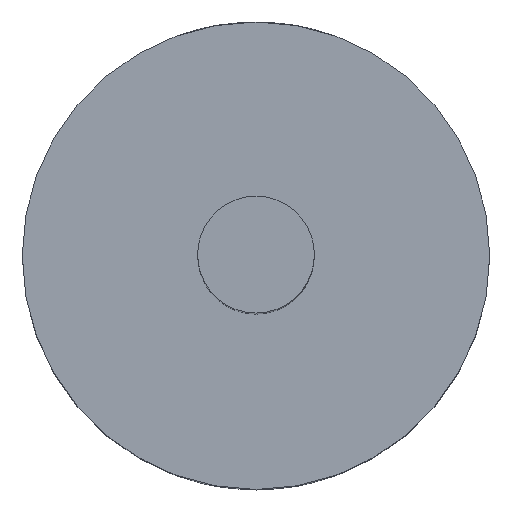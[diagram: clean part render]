
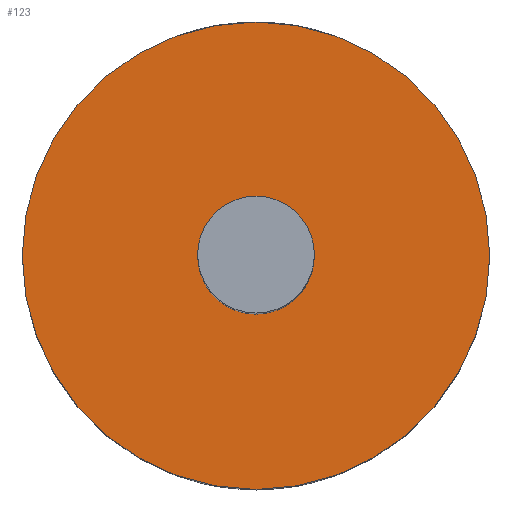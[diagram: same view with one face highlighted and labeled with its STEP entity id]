
A CAD part, top view. The second image highlights one B-rep face of the part: STEP entity #123.
In plain terms, the highlighted planar face has unit normal (0, 0, 1).
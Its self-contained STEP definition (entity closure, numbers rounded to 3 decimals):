
#21=PLANE('',#150);
#35=ORIENTED_EDGE('',*,*,#53,.F.);
#36=ORIENTED_EDGE('',*,*,#48,.F.);
#48=EDGE_CURVE('',#58,#58,#68,.F.);
#53=EDGE_CURVE('',#63,#63,#71,.T.);
#58=VERTEX_POINT('',#204);
#63=VERTEX_POINT('',#237);
#68=CIRCLE('',#145,6.35);
#71=CIRCLE('',#151,1.588);
#83=EDGE_LOOP('',(#35));
#84=EDGE_LOOP('',(#36));
#103=FACE_BOUND('',#83,.T.);
#104=FACE_BOUND('',#84,.T.);
#123=ADVANCED_FACE('',(#103,#104),#21,.T.);
#145=AXIS2_PLACEMENT_3D('',#203,#167,#168);
#150=AXIS2_PLACEMENT_3D('',#235,#177,#178);
#151=AXIS2_PLACEMENT_3D('',#236,#179,#180);
#167=DIRECTION('',(0.,0.,1.));
#168=DIRECTION('',(1.,0.,0.));
#177=DIRECTION('',(0.,0.,1.));
#178=DIRECTION('',(1.,0.,0.));
#179=DIRECTION('',(0.,0.,1.));
#180=DIRECTION('',(1.,0.,0.));
#203=CARTESIAN_POINT('',(0.,0.,28.596));
#204=CARTESIAN_POINT('',(6.35,0.,28.596));
#235=CARTESIAN_POINT('',(0.,0.,28.596));
#236=CARTESIAN_POINT('',(0.,0.,28.596));
#237=CARTESIAN_POINT('',(1.588,0.,28.596));
